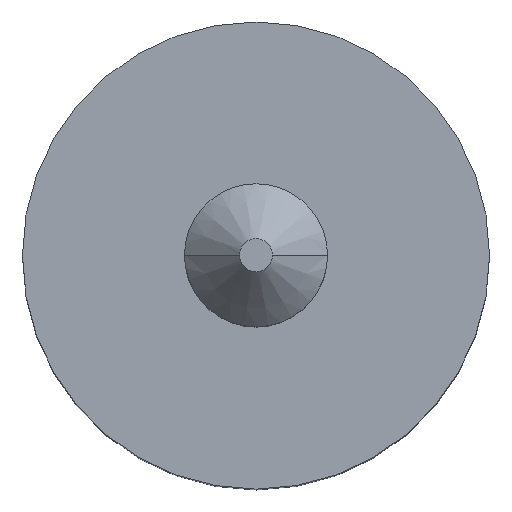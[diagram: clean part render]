
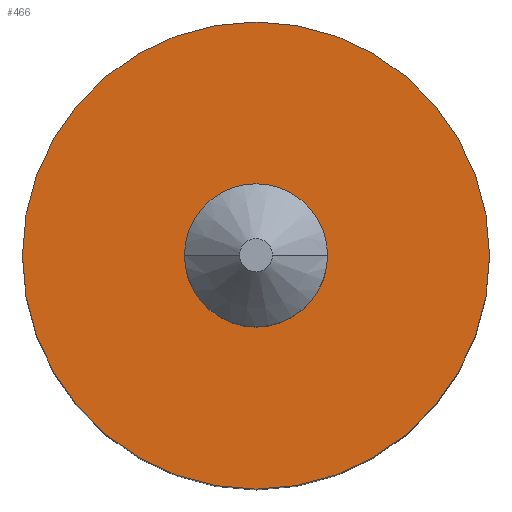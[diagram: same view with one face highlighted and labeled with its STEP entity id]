
A CAD part, top view. The second image highlights one B-rep face of the part: STEP entity #466.
In plain terms, the highlighted planar face has unit normal (0, 0, 1).
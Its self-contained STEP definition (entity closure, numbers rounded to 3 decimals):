
#23 = DIRECTION ( 'NONE',  ( 0., 0., -1. ) ) ;
#27 = AXIS2_PLACEMENT_3D ( 'NONE', #33, #348, #90 ) ;
#33 = CARTESIAN_POINT ( 'NONE',  ( 0., 0., -1.27 ) ) ;
#34 = CIRCLE ( 'NONE', #425, 0.455 ) ;
#65 = CIRCLE ( 'NONE', #27, 1.485 ) ;
#70 = DIRECTION ( 'NONE',  ( -1., 0., 0. ) ) ;
#90 = DIRECTION ( 'NONE',  ( -1., 0., 0. ) ) ;
#114 = ORIENTED_EDGE ( 'NONE', *, *, #186, .T. ) ;
#124 = CARTESIAN_POINT ( 'NONE',  ( -0.455, 0., -1.27 ) ) ;
#131 = PLANE ( 'NONE',  #211 ) ;
#133 = FACE_OUTER_BOUND ( 'NONE', #374, .T. ) ;
#137 = FACE_BOUND ( 'NONE', #315, .T. ) ;
#159 = CARTESIAN_POINT ( 'NONE',  ( 0., 0., -1.27 ) ) ;
#162 = DIRECTION ( 'NONE',  ( -1., 0., 0. ) ) ;
#170 = AXIS2_PLACEMENT_3D ( 'NONE', #159, #551, #162 ) ;
#181 = CARTESIAN_POINT ( 'NONE',  ( 0.455, 0., -1.27 ) ) ;
#186 = EDGE_CURVE ( 'NONE', #190, #416, #34, .T. ) ;
#190 = VERTEX_POINT ( 'NONE', #124 ) ;
#211 = AXIS2_PLACEMENT_3D ( 'NONE', #261, #308, #432 ) ;
#243 = VERTEX_POINT ( 'NONE', #450 ) ;
#255 = DIRECTION ( 'NONE',  ( -1., 0., 0. ) ) ;
#261 = CARTESIAN_POINT ( 'NONE',  ( 0., 0., -1.27 ) ) ;
#289 = AXIS2_PLACEMENT_3D ( 'NONE', #539, #23, #70 ) ;
#290 = VERTEX_POINT ( 'NONE', #415 ) ;
#308 = DIRECTION ( 'NONE',  ( 0., 0., -1. ) ) ;
#315 = EDGE_LOOP ( 'NONE', ( #114, #318 ) ) ;
#316 = ORIENTED_EDGE ( 'NONE', *, *, #443, .F. ) ;
#318 = ORIENTED_EDGE ( 'NONE', *, *, #333, .T. ) ;
#333 = EDGE_CURVE ( 'NONE', #416, #190, #498, .T. ) ;
#348 = DIRECTION ( 'NONE',  ( 0., 0., -1. ) ) ;
#374 = EDGE_LOOP ( 'NONE', ( #316, #461 ) ) ;
#415 = CARTESIAN_POINT ( 'NONE',  ( 1.485, 0., -1.27 ) ) ;
#416 = VERTEX_POINT ( 'NONE', #181 ) ;
#419 = CARTESIAN_POINT ( 'NONE',  ( 0., 0., -1.27 ) ) ;
#425 = AXIS2_PLACEMENT_3D ( 'NONE', #419, #505, #255 ) ;
#432 = DIRECTION ( 'NONE',  ( -1., 0., 0. ) ) ;
#443 = EDGE_CURVE ( 'NONE', #243, #290, #65, .T. ) ;
#450 = CARTESIAN_POINT ( 'NONE',  ( -1.485, 0., -1.27 ) ) ;
#461 = ORIENTED_EDGE ( 'NONE', *, *, #556, .F. ) ;
#466 = ADVANCED_FACE ( 'NONE', ( #137, #133 ), #131, .F. ) ;
#498 = CIRCLE ( 'NONE', #170, 0.455 ) ;
#505 = DIRECTION ( 'NONE',  ( 0., 0., -1. ) ) ;
#539 = CARTESIAN_POINT ( 'NONE',  ( 0., 0., -1.27 ) ) ;
#551 = DIRECTION ( 'NONE',  ( 0., 0., -1. ) ) ;
#556 = EDGE_CURVE ( 'NONE', #290, #243, #568, .T. ) ;
#568 = CIRCLE ( 'NONE', #289, 1.485 ) ;
